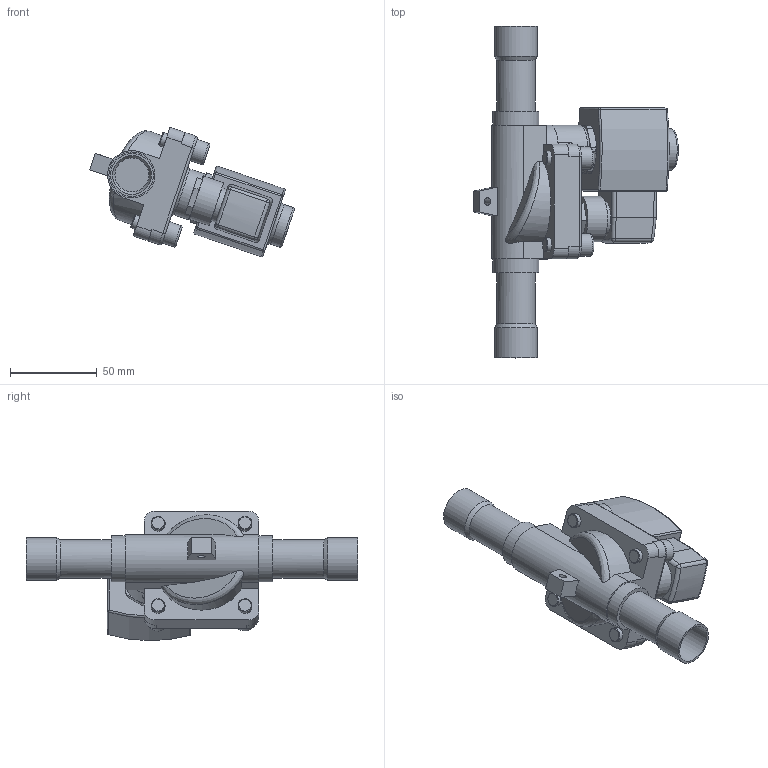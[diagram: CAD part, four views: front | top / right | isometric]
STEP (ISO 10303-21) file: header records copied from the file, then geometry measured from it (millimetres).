
FILE_DESCRIPTION(/* description */ (''),/* implementation_level */ '2;1');
FILE_NAME(/* name */ '032L1240R.stp',/* time_stamp */ '2022-08-16T11:47:52+03:00',/* author */ ('U403152'),/* organization */ (''),/* preprocessor_version */ 'ST-DEVELOPER v18.1',/* originating_system */ 'Autodesk Inventor 2020',/* authorisation */ '');
FILE_SCHEMA (('AUTOMOTIVE_DESIGN { 1 0 10303 214 3 1 1 }'));
Length unit declared in the file: millimetre
Products named in the file (1): Part1
Bounding box: 117.79 x 191 x 74.39 mm (x, y, z)
Volume: 270119.1 mm3; surface area: 60187.9 mm2
Topology: 1 solids, 7 shells, 279 faces, 693 edges, 449 vertices
Faces by surface type: plane 137, cylinder 85, cone 20, torus 20, sphere 12, bspline 5
Full cylindrical faces by diameter (mm): 4.2 x1, 8 x8, 8.8 x4, 10 x1, 11.6 x1, 12 x1, 12.7 x1, 13 x4, 13.1 x1, 13.2 x1, 14.8 x1, 18 x1, 19.6 x2, 20 x1, 22 x2, 22.3 x2, 24 x1, 24.7 x2, 26 x1, 26.5 x2, 28 x1
Entity records: 8952 total; most frequent: CARTESIAN_POINT 2036, DIRECTION 1550, ORIENTED_EDGE 1378, EDGE_CURVE 689, AXIS2_PLACEMENT_3D 615, VERTEX_POINT 449, CIRCLE 327, LINE 320
